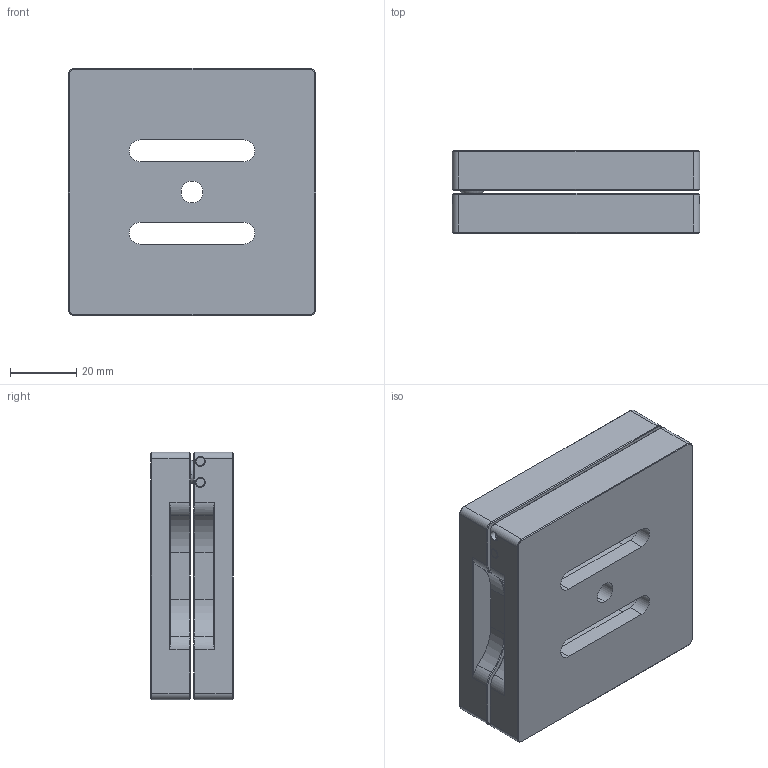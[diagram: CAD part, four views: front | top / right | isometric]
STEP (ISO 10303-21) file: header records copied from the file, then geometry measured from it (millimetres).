
FILE_DESCRIPTION (( 'STEP AP203' ), '1' );
FILE_NAME ('1.4.6.42_ZGD-K75_可调光学接杆底座，尺寸75mmx75mm，带M6安装孔.STEP', '2022-03-09T03:24:36', ( 'China' ), ( 'Home' ), 'SwSTEP 2.0', 'SolidWorks 2018', '' );
FILE_SCHEMA (( 'CONFIG_CONTROL_DESIGN' ));
Length unit declared in the file: millimetre
Products named in the file (1): 1.4.6.42_ZGD-K75_可调光学接杆底座，尺寸75mmx75mm，带M6安装孔
Bounding box: 75 x 24.99 x 75 mm (x, y, z)
Surface area: 32557.4 mm2 (no closed solid volume)
Topology: 0 solids, 8 shells, 247 faces, 752 edges, 495 vertices
Faces by surface type: plane 91, cylinder 90, cone 64, sphere 2
Entity records: 8837 total; most frequent: CARTESIAN_POINT 1979, DIRECTION 1493, ORIENTED_EDGE 1290, EDGE_CURVE 747, AXIS2_PLACEMENT_3D 554, VERTEX_POINT 492, VECTOR 385, LINE 385
